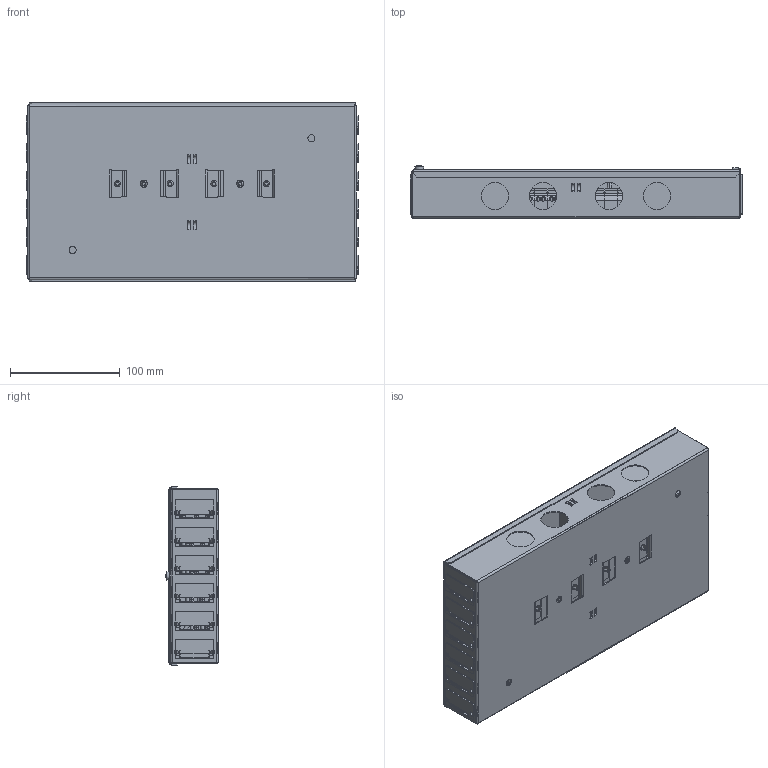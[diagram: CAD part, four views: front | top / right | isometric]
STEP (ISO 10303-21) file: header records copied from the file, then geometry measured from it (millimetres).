
FILE_DESCRIPTION (( 'STEP AP214' ), '1' );
FILE_NAME ('6107984.STEP', '2020-03-13T12:42:56', ( '' ), ( '' ), 'SwSTEP 2.0', 'SolidWorks 2018', '' );
FILE_SCHEMA (( 'AUTOMOTIVE_DESIGN' ));
Length unit declared in the file: millimetre
Products named in the file (24): P_39440524_2_ohne Pin; P_0000012922_1_Standard; P_0000012923_1_Standard; P_39440524_1_Standard; P_39440524_2_mit Pin; 43828_43828B; 42439GH_82ø; 42439GH_Br…ke Erde; 42439GH_98ø; 42439GH_90ø; P_135731_5_Standard; 35104466_Standard; 6107984; P_07700703_1_schwarz; 42439GH_Br…ke N; P_0000012821_1_N; P_0000012921_1_Standard; P_42439JG_1_UVS Standard PE-Anschluss; P_0000012821_1_Standard; 43829_43829B; P_135731_8_Ansch. Erde; P_0000012821_1_L2; P_135731_7_Standard; P_0000012821_1_L3
Assembly tree (59 placements, depth 3):
  6107984
    43828_43828B
    43829_43829B
    35104466_Standard
    P_39440524_1_Standard  x2
      P_39440524_2_mit Pin
      P_39440524_2_ohne Pin
    P_07700703_1_schwarz  x12
    42439GH_82ø  x2
    42439GH_90ø  x2
    42439GH_98ø  x2
    42439GH_Br…ke Erde  x10
    42439GH_Br…ke N  x10
    P_42439JG_1_UVS Standard PE-Anschluss
    P_135731_5_Standard
    P_135731_8_Ansch. Erde
    P_135731_7_Standard
    P_0000012923_1_Standard
    P_0000012921_1_Standard
    P_0000012922_1_Standard
    P_0000012821_1_Standard
    P_0000012821_1_L2
    P_0000012821_1_L3
    P_0000012821_1_N
Bounding box: 303 x 47.78 x 162.5 mm (x, y, z)
Volume: 425529.7 mm3; surface area: 419970.1 mm2
Topology: 66 solids, 66 shells, 3255 faces, 8711 edges, 5580 vertices
Faces by surface type: plane 2018, cylinder 887, torus 194, bspline 114, cone 42
Entity records: 35510 total; most frequent: CARTESIAN_POINT 8240, DIRECTION 4874, ORIENTED_EDGE 4856, EDGE_CURVE 2428, AXIS2_PLACEMENT_3D 1703, VERTEX_POINT 1506, LINE 1468, VECTOR 1468
